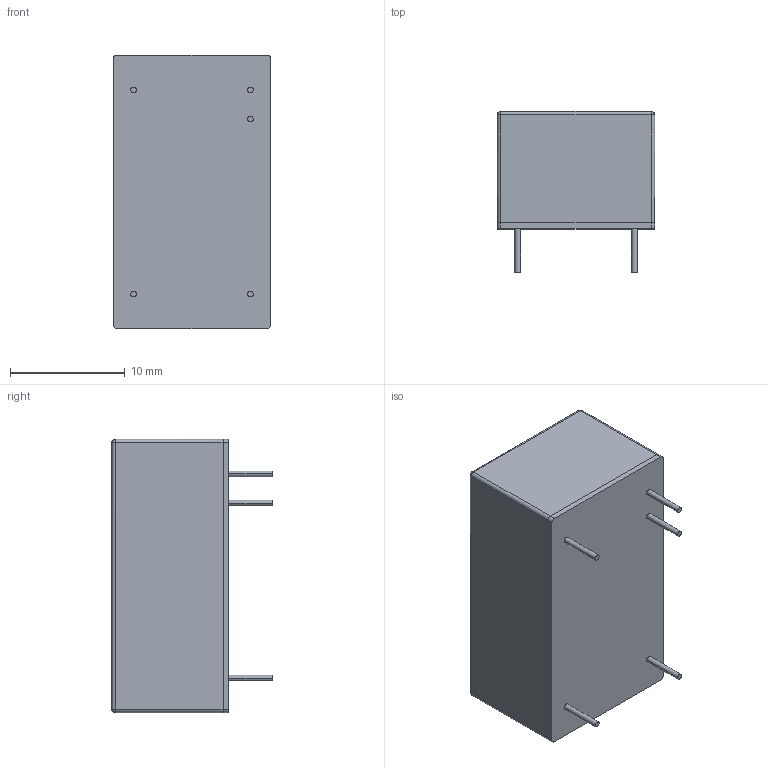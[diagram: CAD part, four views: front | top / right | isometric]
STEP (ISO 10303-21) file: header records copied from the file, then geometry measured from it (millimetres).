
FILE_DESCRIPTION (( 'STEP AP214' ), '1' );
FILE_NAME ('TEL 15-1211N.STEP', '2022-11-04T23:56:14', ( '' ), ( '' ), 'SwSTEP 2.0', 'SolidWorks 2017', '' );
FILE_SCHEMA (( 'AUTOMOTIVE_DESIGN' ));
Length unit declared in the file: millimetre
Products named in the file (1): TEL 15-1211N
Bounding box: 13.7 x 14 x 23.8 mm (x, y, z)
Volume: 590.7 mm3; surface area: 2707.1 mm2
Topology: 7 solids, 7 shells, 73 faces, 174 edges, 100 vertices
Faces by surface type: cylinder 30, plane 27, bspline 16
Entity records: 2280 total; most frequent: CARTESIAN_POINT 572, DIRECTION 366, ORIENTED_EDGE 316, EDGE_CURVE 158, AXIS2_PLACEMENT_3D 150, VERTEX_POINT 100, CIRCLE 92, EDGE_LOOP 74
